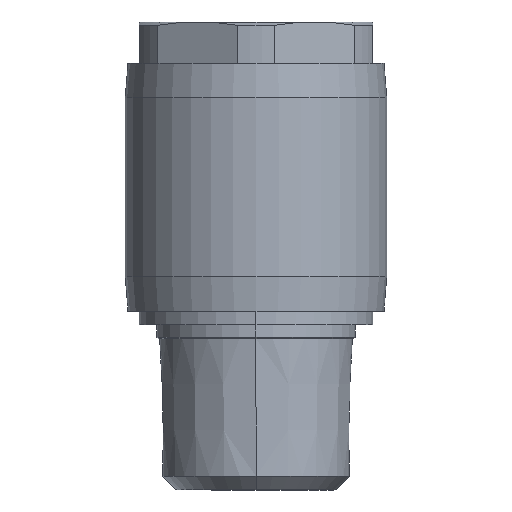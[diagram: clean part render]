
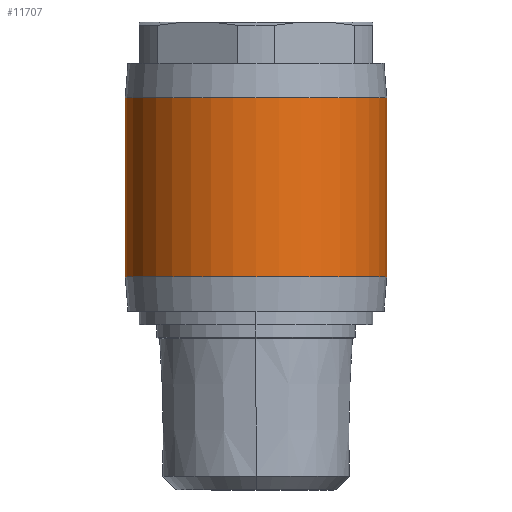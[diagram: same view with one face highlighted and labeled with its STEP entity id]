
A CAD part, left-side view. The second image highlights one B-rep face of the part: STEP entity #11707.
In plain terms, the highlighted cylindrical face has radius 9.5 mm (diameter 19 mm), a partial arc.
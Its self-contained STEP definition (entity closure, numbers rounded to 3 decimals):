
#218 = DIRECTION ( 'NONE',  ( 0., -1., 0. ) ) ;
#519 = CIRCLE ( 'NONE', #12150, 9.5 ) ;
#1300 = CARTESIAN_POINT ( 'NONE',  ( 1.4, 0., 0. ) ) ;
#1390 = ORIENTED_EDGE ( 'NONE', *, *, #9828, .T. ) ;
#1422 = CARTESIAN_POINT ( 'NONE',  ( 1.4, -9.5, 0. ) ) ;
#2283 = CARTESIAN_POINT ( 'NONE',  ( 1.4, -9.5, 6.5 ) ) ;
#3541 = FACE_OUTER_BOUND ( 'NONE', #13051, .T. ) ;
#3559 = DIRECTION ( 'NONE',  ( 0., 0., 1. ) ) ;
#3658 = VERTEX_POINT ( 'NONE', #4389 ) ;
#3810 = DIRECTION ( 'NONE',  ( 0., 0., -1. ) ) ;
#4389 = CARTESIAN_POINT ( 'NONE',  ( 1.4, 9.5, 6.5 ) ) ;
#4934 = CIRCLE ( 'NONE', #14673, 9.5 ) ;
#6066 = DIRECTION ( 'NONE',  ( 0., 0., 1. ) ) ;
#6195 = LINE ( 'NONE', #1422, #15360 ) ;
#6493 = ORIENTED_EDGE ( 'NONE', *, *, #11013, .F. ) ;
#7174 = DIRECTION ( 'NONE',  ( 0., -1., 0. ) ) ;
#7320 = CARTESIAN_POINT ( 'NONE',  ( 1.4, 0., 6.5 ) ) ;
#7463 = EDGE_CURVE ( 'NONE', #11105, #11181, #519, .T. ) ;
#8296 = ORIENTED_EDGE ( 'NONE', *, *, #7463, .T. ) ;
#8372 = DIRECTION ( 'NONE',  ( 0., -1., 0. ) ) ;
#8724 = CARTESIAN_POINT ( 'NONE',  ( 1.4, 9.5, -6.5 ) ) ;
#9356 = CARTESIAN_POINT ( 'NONE',  ( 1.4, 0., -6.5 ) ) ;
#9430 = VERTEX_POINT ( 'NONE', #2283 ) ;
#9828 = EDGE_CURVE ( 'NONE', #3658, #9430, #4934, .T. ) ;
#10767 = DIRECTION ( 'NONE',  ( 0., 0., 1. ) ) ;
#10813 = CYLINDRICAL_SURFACE ( 'NONE', #11772, 9.5 ) ;
#10819 = CARTESIAN_POINT ( 'NONE',  ( 1.4, 9.5, 0. ) ) ;
#10888 = DIRECTION ( 'NONE',  ( 0., 0., 1. ) ) ;
#11013 = EDGE_CURVE ( 'NONE', #11105, #9430, #6195, .T. ) ;
#11105 = VERTEX_POINT ( 'NONE', #12330 ) ;
#11181 = VERTEX_POINT ( 'NONE', #8724 ) ;
#11549 = LINE ( 'NONE', #10819, #14927 ) ;
#11707 = ADVANCED_FACE ( 'NONE', ( #3541 ), #10813, .T. ) ;
#11772 = AXIS2_PLACEMENT_3D ( 'NONE', #1300, #10888, #218 ) ;
#12150 = AXIS2_PLACEMENT_3D ( 'NONE', #9356, #3559, #7174 ) ;
#12330 = CARTESIAN_POINT ( 'NONE',  ( 1.4, -9.5, -6.5 ) ) ;
#12598 = ORIENTED_EDGE ( 'NONE', *, *, #12828, .T. ) ;
#12828 = EDGE_CURVE ( 'NONE', #11181, #3658, #11549, .T. ) ;
#13051 = EDGE_LOOP ( 'NONE', ( #8296, #12598, #1390, #6493 ) ) ;
#14673 = AXIS2_PLACEMENT_3D ( 'NONE', #7320, #3810, #8372 ) ;
#14927 = VECTOR ( 'NONE', #10767, 1000. ) ;
#15360 = VECTOR ( 'NONE', #6066, 1000. ) ;
